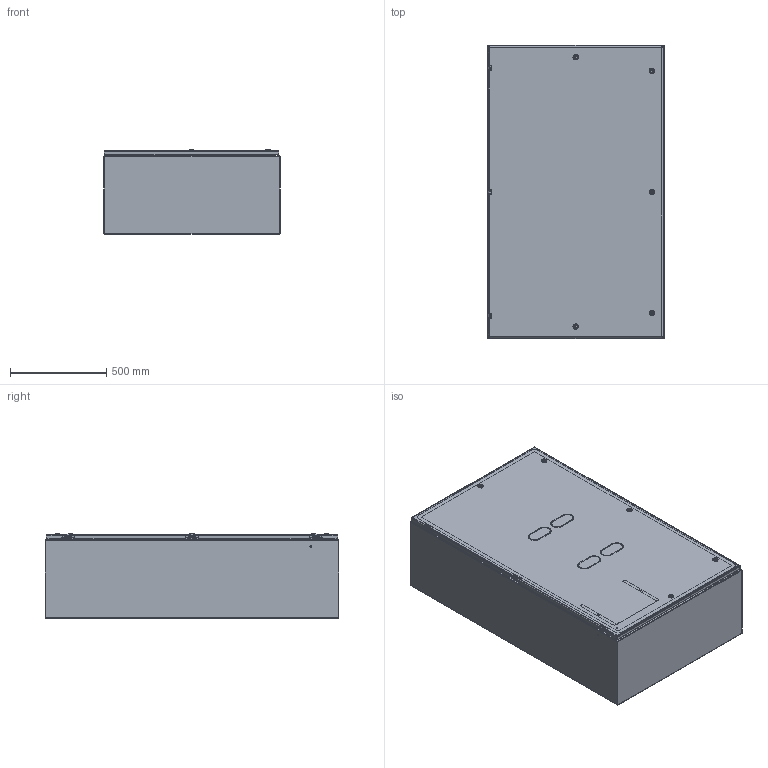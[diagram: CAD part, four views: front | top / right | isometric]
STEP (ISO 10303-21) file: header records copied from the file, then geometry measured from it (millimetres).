
FILE_DESCRIPTION (( 'STEP AP203' ), '1' );
FILE_NAME ('SCE-60EL3616SSLP.step', '2021-02-09T17:21:49', ( 'ADC123' ), ( 'Microsoft' ), 'SwSTEP 2.0', 'SolidWorks 2019', '' );
FILE_SCHEMA (( 'CONFIG_CONTROL_DESIGN' ));
Products named in the file (1): SCE-60EL3616SSLP
Bounding box: 914.4 x 1524 x 438.31 mm (x, y, z)
Surface area: 13758630.1 mm2 (no closed solid volume)
Topology: 0 solids, 85 shells, 4985 faces, 12801 edges, 8013 vertices
Faces by surface type: plane 2437, cylinder 1389, bspline 983, cone 127, torus 49
Full cylindrical faces by diameter (mm): 3.454 x3, 3.962 x3, 3.978 x3, 4.318 x9, 4.369 x6, 4.978 x12, 5 x5, 5.156 x6, 5.182 x6, 5.2 x6, 5.5 x5, 5.537 x3, 6.198 x6, 6.299 x4, 6.35 x6, 6.363 x2, 6.756 x6, 7.137 x4, 8.433 x8, 9.296 x8, 9.322 x8, 9.525 x6, 9.9 x5, 10 x15, 10.8 x3, 11.112 x4, 12.7 x8, 12.8 x5, 13.5 x5, 14.288 x2
Entity records: 201375 total; most frequent: CARTESIAN_POINT 91848, ORIENTED_EDGE 24041, DIRECTION 20028, EDGE_CURVE 12028, VERTEX_POINT 7778, AXIS2_PLACEMENT_3D 6830, VECTOR 6368, LINE 6368
